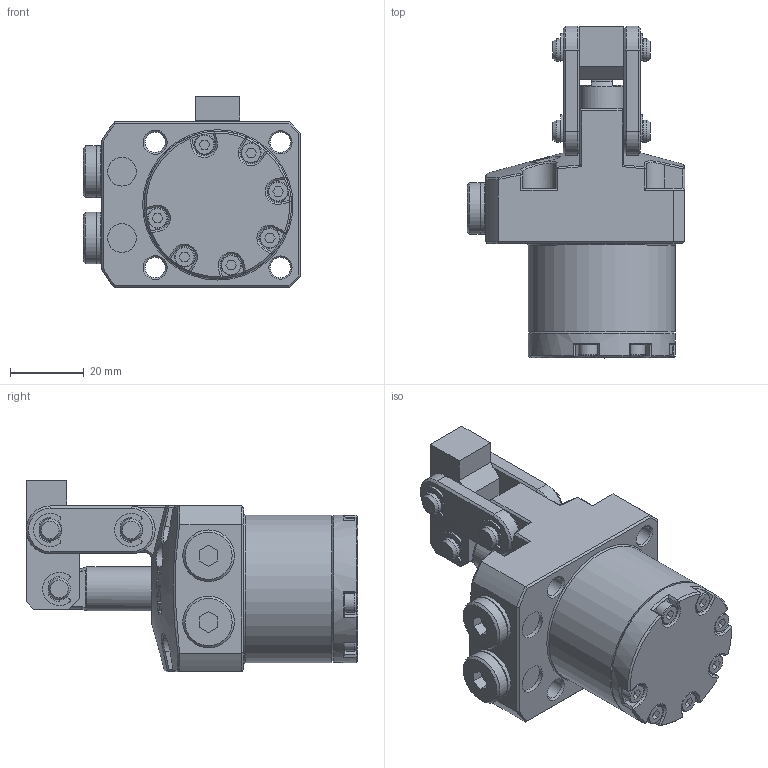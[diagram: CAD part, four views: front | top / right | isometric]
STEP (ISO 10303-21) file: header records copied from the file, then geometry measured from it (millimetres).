
FILE_DESCRIPTION(/* description */ ('Unknown'),/* implementation_level */ '2;1');
FILE_NAME(/* name */ 'GK-26-40-RH',/* time_stamp */ '2023-06-01T14:48:42+05:00',/* author */ ('Unknown'),/* organization */ ('Unknown'),/* preprocessor_version */ 'ST-DEVELOPER v16.7',/* originating_system */ 'DEX',/* authorisation */ $);
FILE_SCHEMA (('AUTOMOTIVE_DESIGN {1 0 10303 214 3 1 1}'));
Length unit declared in the file: millimetre
Products named in the file (12): hyd-cyl-bore-26_40_RH asm; body-dia-26-rh; PISTON-DIA-26; CLAMP-26; LINK-26; FRONT-HING-PIN-26; BACK-HING-PIN-26; BOTTOM-CAP-26; WASHER; END-PLUG-26; CIRCLIP-26; M3X12
Assembly tree (26 placements, depth 2):
  hyd-cyl-bore-26_40_RH asm
    body-dia-26-rh
    PISTON-DIA-26
    CLAMP-26
    LINK-26  x2
    FRONT-HING-PIN-26  x2
    BACK-HING-PIN-26
    BOTTOM-CAP-26
    WASHER  x2
    END-PLUG-26  x2
    CIRCLIP-26  x6
    M3X12  x7
Bounding box: 59 x 90 x 52 mm (x, y, z)
Volume: 106862.5 mm3; surface area: 30030.3 mm2
Topology: 26 solids, 28 shells, 735 faces, 1844 edges, 1205 vertices
Faces by surface type: plane 350, cylinder 211, cone 91, bspline 56, torus 26, sphere 1
Full cylindrical faces by diameter (mm): 1.5 x2, 3 x7, 3.5 x7, 4.05 x6, 5.5 x11, 6 x18, 7.8 x2, 8.8 x1, 10 x4, 12 x2, 14 x4, 40 x2
Entity records: 15608 total; most frequent: CARTESIAN_POINT 4909, ORIENTED_EDGE 2044, DIRECTION 2001, EDGE_CURVE 1022, AXIS2_PLACEMENT_3D 755, VERTEX_POINT 708, FACE_BOUND 618, EDGE_LOOP 616
